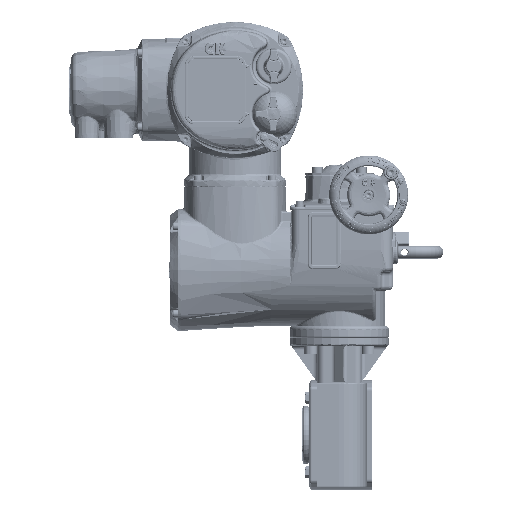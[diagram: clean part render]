
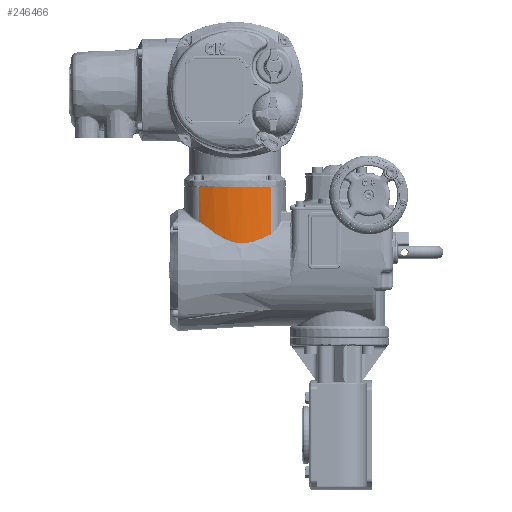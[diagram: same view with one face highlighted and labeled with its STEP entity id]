
A CAD part, front view. The second image highlights one B-rep face of the part: STEP entity #246466.
In plain terms, the highlighted cylindrical face has radius 107.44 mm (diameter 214.88 mm), a partial arc.
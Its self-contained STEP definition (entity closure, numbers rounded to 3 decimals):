
#6893=B_SPLINE_CURVE_WITH_KNOTS('',3,(#319988,#319989,#319990,#319991,#319992,
#319993,#319994,#319995,#319996,#319997,#319998,#319999,#320000,#320001,
#320002,#320003,#320004,#320005,#320006,#320007,#320008,#320009,#320010,
#320011,#320012,#320013,#320014,#320015,#320016,#320017,#320018,#320019,
#320020,#320021,#320022,#320023,#320024,#320025,#320026,#320027,#320028,
#320029,#320030,#320031,#320032,#320033,#320034,#320035,#320036,#320037,
#320038,#320039,#320040,#320041,#320042,#320043,#320044,#320045,#320046,
#320047,#320048,#320049,#320050,#320051,#320052,#320053,#320054,#320055,
#320056,#320057,#320058,#320059),.UNSPECIFIED.,.F.,.F.,(4,1,1,1,1,1,1,1,
1,1,1,1,1,1,1,1,1,1,1,1,1,1,1,1,1,1,1,1,1,1,1,1,1,1,1,1,1,1,1,1,1,1,1,1,
1,1,1,1,1,1,1,1,1,1,1,1,1,1,1,1,1,1,1,1,1,1,1,1,1,4),(0.,0.031,0.063,
0.094,0.109,0.117,0.125,0.133,0.141,0.156,0.188,0.219,
0.234,0.242,0.25,0.258,0.266,0.281,0.313,0.344,0.359,
0.367,0.375,0.383,0.391,0.406,0.438,0.469,0.484,0.5,
0.516,0.531,0.547,0.563,0.578,0.594,0.609,0.625,0.641,
0.656,0.672,0.68,0.688,0.695,0.703,0.719,0.734,0.742,
0.75,0.758,0.766,0.781,0.797,0.805,0.813,0.82,0.828,
0.844,0.859,0.867,0.871,0.875,0.879,0.883,0.891,
0.906,0.922,0.938,0.969,1.),.UNSPECIFIED.);
#6894=B_SPLINE_CURVE_WITH_KNOTS('',3,(#320074,#320075,#320076,#320077,#320078,
#320079,#320080,#320081,#320082),.UNSPECIFIED.,.F.,.F.,(4,1,1,1,1,1,4),
(0.,0.25,0.375,0.5,0.625,0.75,1.),.UNSPECIFIED.);
#16039=LINE('',#320920,#26905);
#16040=LINE('',#320921,#26906);
#26905=VECTOR('',#273975,1000.);
#26906=VECTOR('',#273976,1000.);
#37150=CYLINDRICAL_SURFACE('',#258076,107.44);
#42377=ORIENTED_EDGE('',*,*,#93015,.F.);
#42378=ORIENTED_EDGE('',*,*,#93016,.F.);
#42379=ORIENTED_EDGE('',*,*,#92955,.T.);
#42380=ORIENTED_EDGE('',*,*,#92953,.T.);
#42381=ORIENTED_EDGE('',*,*,#93017,.T.);
#92953=EDGE_CURVE('',#118426,#118425,#6893,.T.);
#92955=EDGE_CURVE('',#118427,#118426,#6894,.T.);
#93015=EDGE_CURVE('',#118457,#118458,#133617,.T.);
#93016=EDGE_CURVE('',#118427,#118457,#16039,.T.);
#93017=EDGE_CURVE('',#118425,#118458,#16040,.T.);
#118425=VERTEX_POINT('',#319987);
#118426=VERTEX_POINT('',#320060);
#118427=VERTEX_POINT('',#320083);
#118457=VERTEX_POINT('',#320918);
#118458=VERTEX_POINT('',#320919);
#133617=CIRCLE('',#258077,107.44);
#138791=EDGE_LOOP('',(#42377,#42378,#42379,#42380,#42381));
#151162=FACE_BOUND('',#138791,.T.);
#246466=ADVANCED_FACE('',(#151162),#37150,.T.);
#258076=AXIS2_PLACEMENT_3D('',#320916,#273971,#273972);
#258077=AXIS2_PLACEMENT_3D('',#320917,#273973,#273974);
#273971=DIRECTION('',(0.,0.,1.));
#273972=DIRECTION('',(-1.,0.,0.));
#273973=DIRECTION('',(0.,0.,1.));
#273974=DIRECTION('',(-1.,0.,0.));
#273975=DIRECTION('',(0.,0.,1.));
#273976=DIRECTION('',(0.,0.,1.));
#319987=CARTESIAN_POINT('',(-86.254,-64.644,104.117));
#319988=CARTESIAN_POINT('',(-167.365,-68.119,114.465));
#319989=CARTESIAN_POINT('',(-166.615,-68.388,113.828));
#319990=CARTESIAN_POINT('',(-165.127,-68.903,112.586));
#319991=CARTESIAN_POINT('',(-162.938,-69.608,110.82));
#319992=CARTESIAN_POINT('',(-161.143,-70.145,109.426));
#319993=CARTESIAN_POINT('',(-159.915,-70.492,108.498));
#319994=CARTESIAN_POINT('',(-159.206,-70.686,107.97));
#319995=CARTESIAN_POINT('',(-158.714,-70.818,107.607));
#319996=CARTESIAN_POINT('',(-158.082,-70.985,107.146));
#319997=CARTESIAN_POINT('',(-157.293,-71.187,106.578));
#319998=CARTESIAN_POINT('',(-155.898,-71.533,105.592));
#319999=CARTESIAN_POINT('',(-153.947,-71.98,104.266));
#320000=CARTESIAN_POINT('',(-152.025,-72.377,103.03));
#320001=CARTESIAN_POINT('',(-150.712,-72.626,102.222));
#320002=CARTESIAN_POINT('',(-149.952,-72.764,101.765));
#320003=CARTESIAN_POINT('',(-149.43,-72.856,101.456));
#320004=CARTESIAN_POINT('',(-148.739,-72.973,101.055));
#320005=CARTESIAN_POINT('',(-147.882,-73.113,100.568));
#320006=CARTESIAN_POINT('',(-146.364,-73.348,99.73));
#320007=CARTESIAN_POINT('',(-144.239,-73.635,98.634));
#320008=CARTESIAN_POINT('',(-142.144,-73.869,97.655));
#320009=CARTESIAN_POINT('',(-140.708,-74.004,97.037));
#320010=CARTESIAN_POINT('',(-139.88,-74.074,96.697));
#320011=CARTESIAN_POINT('',(-139.302,-74.12,96.467));
#320012=CARTESIAN_POINT('',(-138.575,-74.174,96.187));
#320013=CARTESIAN_POINT('',(-137.66,-74.235,95.849));
#320014=CARTESIAN_POINT('',(-136.039,-74.328,95.288));
#320015=CARTESIAN_POINT('',(-133.752,-74.414,94.6));
#320016=CARTESIAN_POINT('',(-131.489,-74.442,94.058));
#320017=CARTESIAN_POINT('',(-129.681,-74.43,93.712));
#320018=CARTESIAN_POINT('',(-128.37,-74.405,93.501));
#320019=CARTESIAN_POINT('',(-126.923,-74.359,93.315));
#320020=CARTESIAN_POINT('',(-125.508,-74.295,93.182));
#320021=CARTESIAN_POINT('',(-124.085,-74.212,93.093));
#320022=CARTESIAN_POINT('',(-122.643,-74.108,93.051));
#320023=CARTESIAN_POINT('',(-121.273,-73.991,93.055));
#320024=CARTESIAN_POINT('',(-119.864,-73.853,93.103));
#320025=CARTESIAN_POINT('',(-118.459,-73.697,93.195));
#320026=CARTESIAN_POINT('',(-117.003,-73.515,93.335));
#320027=CARTESIAN_POINT('',(-115.672,-73.33,93.502));
#320028=CARTESIAN_POINT('',(-114.288,-73.121,93.713));
#320029=CARTESIAN_POINT('',(-113.127,-72.929,93.922));
#320030=CARTESIAN_POINT('',(-112.198,-72.767,94.107));
#320031=CARTESIAN_POINT('',(-111.472,-72.635,94.262));
#320032=CARTESIAN_POINT('',(-110.84,-72.515,94.404));
#320033=CARTESIAN_POINT('',(-109.954,-72.343,94.614));
#320034=CARTESIAN_POINT('',(-108.844,-72.115,94.896));
#320035=CARTESIAN_POINT('',(-107.702,-71.866,95.212));
#320036=CARTESIAN_POINT('',(-106.789,-71.658,95.479));
#320037=CARTESIAN_POINT('',(-106.065,-71.487,95.699));
#320038=CARTESIAN_POINT('',(-105.459,-71.34,95.888));
#320039=CARTESIAN_POINT('',(-104.602,-71.127,96.165));
#320040=CARTESIAN_POINT('',(-103.534,-70.851,96.524));
#320041=CARTESIAN_POINT('',(-102.437,-70.553,96.912));
#320042=CARTESIAN_POINT('',(-101.564,-70.307,97.233));
#320043=CARTESIAN_POINT('',(-100.868,-70.105,97.495));
#320044=CARTESIAN_POINT('',(-100.304,-69.938,97.711));
#320045=CARTESIAN_POINT('',(-99.491,-69.693,98.03));
#320046=CARTESIAN_POINT('',(-98.466,-69.373,98.442));
#320047=CARTESIAN_POINT('',(-97.407,-69.029,98.882));
#320048=CARTESIAN_POINT('',(-96.645,-68.773,99.207));
#320049=CARTESIAN_POINT('',(-96.215,-68.626,99.392));
#320050=CARTESIAN_POINT('',(-95.86,-68.504,99.546));
#320051=CARTESIAN_POINT('',(-95.62,-68.42,99.651));
#320052=CARTESIAN_POINT('',(-95.255,-68.292,99.811));
#320053=CARTESIAN_POINT('',(-94.628,-68.069,100.09));
#320054=CARTESIAN_POINT('',(-93.698,-67.73,100.509));
#320055=CARTESIAN_POINT('',(-92.548,-67.296,101.039));
#320056=CARTESIAN_POINT('',(-90.965,-66.678,101.784));
#320057=CARTESIAN_POINT('',(-88.896,-65.827,102.784));
#320058=CARTESIAN_POINT('',(-87.149,-65.055,103.66));
#320059=CARTESIAN_POINT('',(-86.254,-64.644,104.117));
#320060=CARTESIAN_POINT('',(-167.365,-68.119,114.465));
#320074=CARTESIAN_POINT('',(-175.879,-64.644,120.083));
#320075=CARTESIAN_POINT('',(-175.103,-65.,119.68));
#320076=CARTESIAN_POINT('',(-173.977,-65.501,119.063));
#320077=CARTESIAN_POINT('',(-172.532,-66.114,118.2));
#320078=CARTESIAN_POINT('',(-171.525,-66.529,117.563));
#320079=CARTESIAN_POINT('',(-170.405,-66.977,116.81));
#320080=CARTESIAN_POINT('',(-169.011,-67.517,115.806));
#320081=CARTESIAN_POINT('',(-168.007,-67.888,115.01));
#320082=CARTESIAN_POINT('',(-167.365,-68.119,114.465));
#320083=CARTESIAN_POINT('',(-175.879,-64.644,120.083));
#320916=CARTESIAN_POINT('',(-131.067,33.004,-184.534));
#320917=CARTESIAN_POINT('',(-131.067,33.004,164.135));
#320918=CARTESIAN_POINT('',(-175.879,-64.644,164.135));
#320919=CARTESIAN_POINT('',(-86.254,-64.644,164.135));
#320920=CARTESIAN_POINT('',(-175.879,-64.644,-184.534));
#320921=CARTESIAN_POINT('',(-86.254,-64.644,-184.534));
